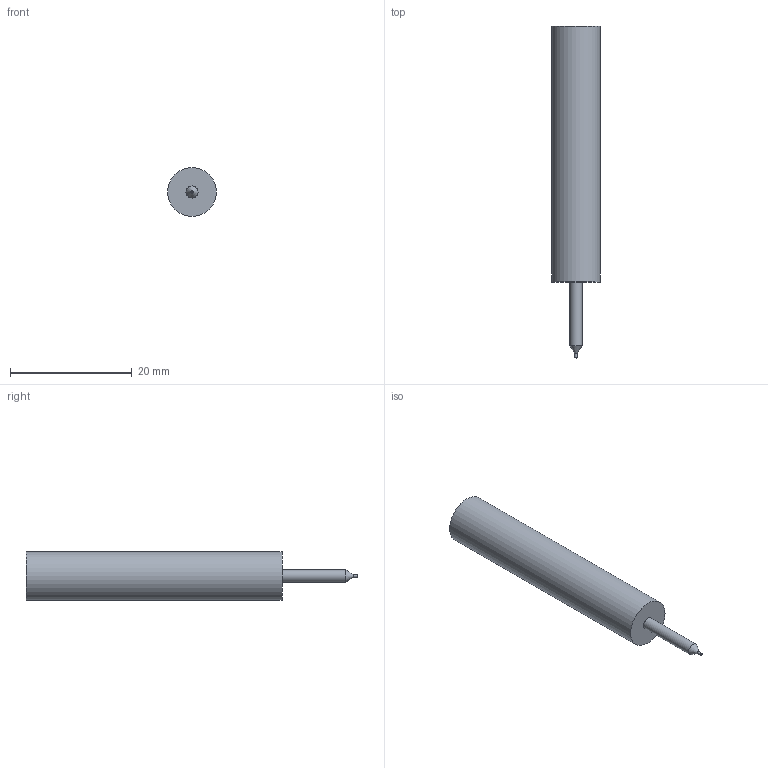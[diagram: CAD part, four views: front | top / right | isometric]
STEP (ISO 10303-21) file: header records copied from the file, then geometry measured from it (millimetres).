
FILE_DESCRIPTION(/* description */ (''),/* implementation_level */ '2;1');
FILE_NAME(/* name */ 'MRF_simplified v3.step',/* time_stamp */ '2022-05-22T00:52:10+02:00',/* author */ (''),/* organization */ (''),/* preprocessor_version */ 'ST-DEVELOPER v18.1',/* originating_system */ 'Autodesk Translation Framework v10.14.0.1471',/* authorisation */ '');
FILE_SCHEMA (('AUTOMOTIVE_DESIGN { 1 0 10303 214 3 1 1 }'));
Length unit declared in the file: millimetre
Products named in the file (3): MRF_simplified; WALLcut; MRFcut
Assembly tree (2 placements, depth 2):
  MRF_simplified
    WALLcut
    MRFcut
Bounding box: 8 x 54.62 x 8 mm (x, y, z)
Volume: 1422.9 mm3; surface area: 3429.9 mm2
Topology: 2 solids, 2 shells, 14 faces, 19 edges, 12 vertices
Faces by surface type: plane 7, cylinder 6, cone 1
Full cylindrical faces by diameter (mm): 0.4 x1, 2 x1, 5 x1, 6.5 x2, 8 x1
Entity records: 384 total; most frequent: DIRECTION 69, CARTESIAN_POINT 50, ORIENTED_EDGE 38, AXIS2_PLACEMENT_3D 31, EDGE_CURVE 19, EDGE_LOOP 17, FACE_OUTER_BOUND 14, ADVANCED_FACE 14
